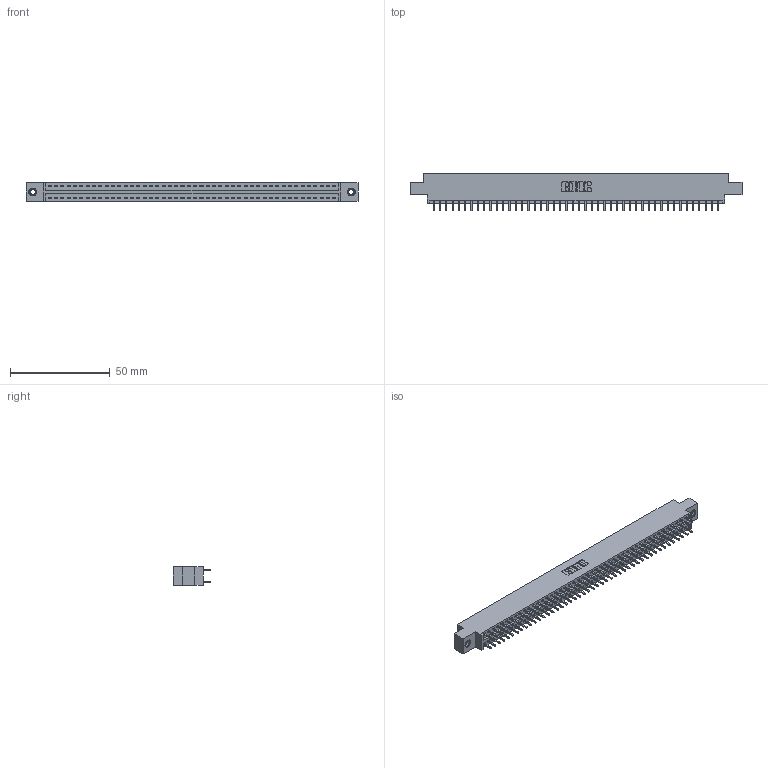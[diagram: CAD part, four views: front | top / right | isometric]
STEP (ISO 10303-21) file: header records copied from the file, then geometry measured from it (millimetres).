
FILE_DESCRIPTION (( 'STEP AP203' ), '1' );
FILE_NAME ('346-092-521-807.STEP', '2022-05-26T06:27:44', ( '' ), ( '' ), 'SwSTEP 2.0', 'SolidWorks 2020', '' );
FILE_SCHEMA (( 'CONFIG_CONTROL_DESIGN' ));
Length unit declared in the file: inch
Products named in the file (4): 346 Part_0.170 Offset - 0.156 Dia-TI; 345-292-001_345-293-121; 346-092-521-807; 345-250-001_345-250-005-103
Assembly tree (95 placements, depth 2):
  346-092-521-807
    346 Part_0.170 Offset - 0.156 Dia-TI
    345-292-001_345-293-121  x92
    345-250-001_345-250-005-103  x2
Bounding box: 166.62 x 19.05 x 9.4 mm (x, y, z)
Volume: 16073.3 mm3; surface area: 22117.2 mm2
Topology: 95 solids, 95 shells, 4970 faces, 14737 edges, 9694 vertices
Faces by surface type: plane 3332, cylinder 1622, cone 12, torus 4
Entity records: 30818 total; most frequent: CARTESIAN_POINT 5059, ORIENTED_EDGE 4986, DIRECTION 4535, EDGE_CURVE 2493, VECTOR 2157, LINE 2157, VERTEX_POINT 1656, AXIS2_PLACEMENT_3D 1189
